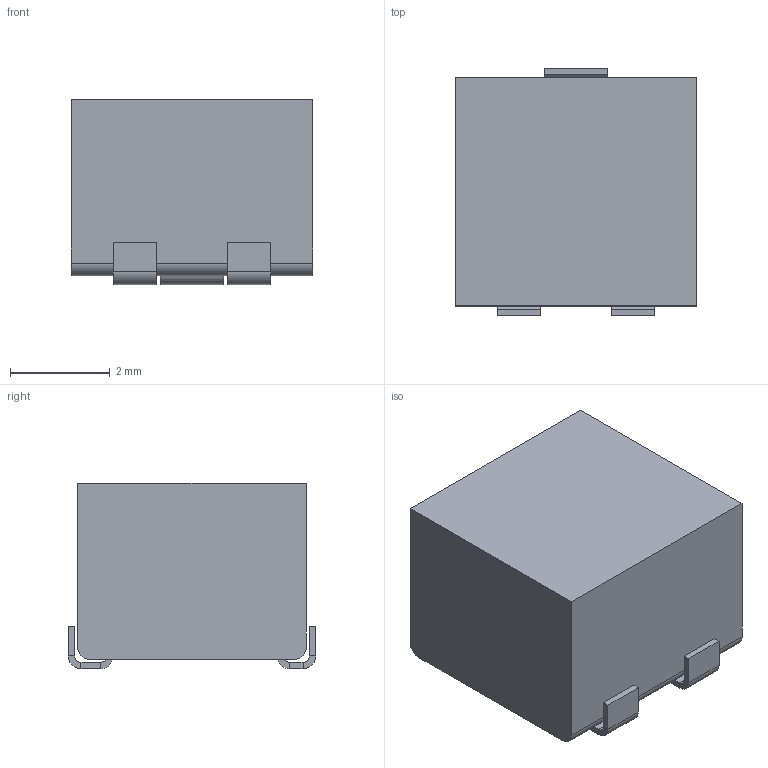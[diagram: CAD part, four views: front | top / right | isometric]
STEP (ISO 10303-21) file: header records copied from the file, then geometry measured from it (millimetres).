
FILE_DESCRIPTION(/* description */ (''),/* implementation_level */ '2;1');
FILE_NAME(/* name */ 'POT BOURNS TRIMPOT 3224J.STEP',/* time_stamp */ '2020-05-18T19:29:34+02:00',/* author */ ('Ronald Kortekaas'),/* organization */ ('Bourns, Inc.'),/* preprocessor_version */ 'ST-DEVELOPER v17.2',/* originating_system */ 'Autodesk Inventor 2019',/* authorisation */ '');
FILE_SCHEMA (('AUTOMOTIVE_DESIGN { 1 0 10303 214 3 1 1 }'));
Length unit declared in the file: millimetre
Products named in the file (1): 3224J-1
Bounding box: 4.83 x 4.95 x 3.71 mm (x, y, z)
Volume: 77.5 mm3; surface area: 129.2 mm2
Topology: 1 solids, 4 shells, 82 faces, 171 edges, 102 vertices
Faces by surface type: plane 59, cylinder 19, cone 4
Full cylindrical faces by diameter (mm): 1.524 x1, 1.626 x1
Entity records: 2266 total; most frequent: DIRECTION 378, CARTESIAN_POINT 378, ORIENTED_EDGE 342, EDGE_CURVE 171, AXIS2_PLACEMENT_3D 129, LINE 120, VECTOR 120, VERTEX_POINT 102
